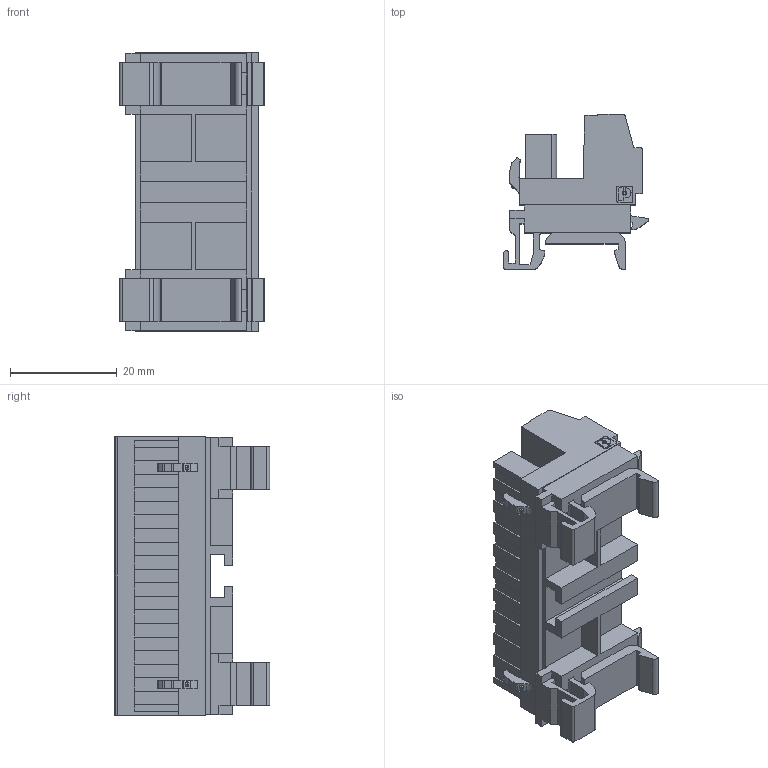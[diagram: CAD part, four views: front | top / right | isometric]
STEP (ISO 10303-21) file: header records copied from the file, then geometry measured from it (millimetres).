
FILE_DESCRIPTION(('SolidDesigner STEP Export'),'2;1');
FILE_NAME('mstbvk_2_5-10-st-5_08.stp','2011-10-18T15:24:08',(''),(''),'CoCreate Modeling STEP processor for AP214 (Solid Model)','CoCreate Modeling 16.00A 16-Aug-2008 (C) Parametric Technology GmbH','');
FILE_SCHEMA(('AUTOMOTIVE_DESIGN { 1 0 10303 214 1 1 1 1 }'));
Length unit declared in the file: millimetre
Products named in the file (2): mstbvk_2_5-10-st-5_08
Assembly tree (1 placements, depth 2):
  mstbvk_2_5-10-st-5_08
    mstbvk_2_5-10-st-5_08
Bounding box: 27.21 x 29.12 x 52.3 mm (x, y, z)
Volume: 17513.3 mm3; surface area: 9975.7 mm2
Topology: 1 solids, 1 shells, 674 faces, 1756 edges, 1110 vertices
Faces by surface type: plane 438, cylinder 188, sphere 28, cone 20
Entity records: 24203 total; most frequent: ORIENTED_EDGE 3472, CARTESIAN_POINT 3202, DIRECTION 2942, EDGE_CURVE 1736, VECTOR 1242, LINE 1242, VERTEX_POINT 1110, AXIS2_PLACEMENT_3D 850
